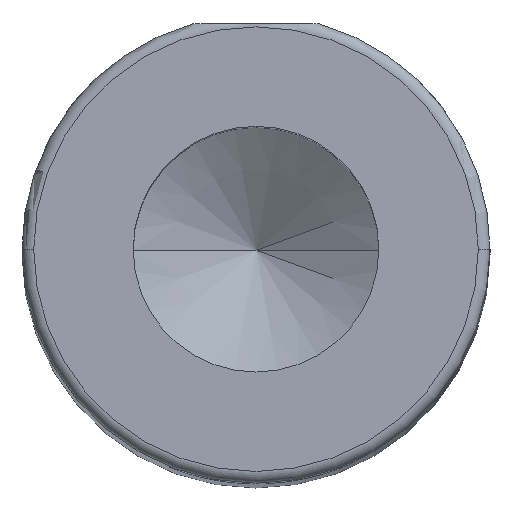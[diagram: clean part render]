
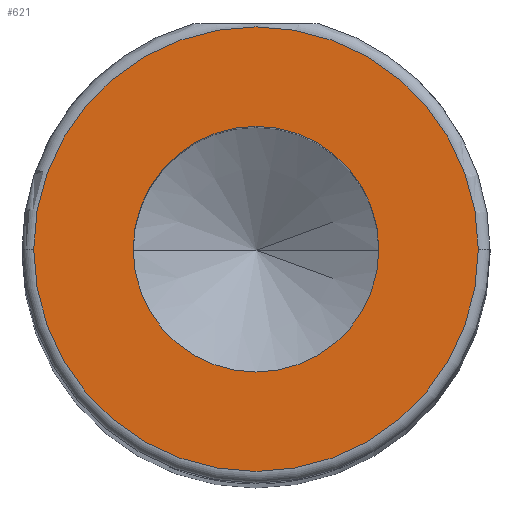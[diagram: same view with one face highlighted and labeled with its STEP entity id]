
A CAD part, top view. The second image highlights one B-rep face of the part: STEP entity #621.
In plain terms, the highlighted planar face has unit normal (0, 0, 1).
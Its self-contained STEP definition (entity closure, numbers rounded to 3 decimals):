
#11 = CARTESIAN_POINT ( 'NONE',  ( 3.8, 0., 25. ) ) ;
#12 = CARTESIAN_POINT ( 'NONE',  ( 0., 0., 25. ) ) ;
#40 = EDGE_CURVE ( 'NONE', #1148, #1162, #290, .T. ) ;
#73 = DIRECTION ( 'NONE',  ( 1., 0., 0. ) ) ;
#104 = CARTESIAN_POINT ( 'NONE',  ( 2.1, 0., 25. ) ) ;
#125 = DIRECTION ( 'NONE',  ( 1., 0., 0. ) ) ;
#164 = EDGE_CURVE ( 'NONE', #1234, #1173, #1186, .T. ) ;
#173 = DIRECTION ( 'NONE',  ( 0., 0., 1. ) ) ;
#290 = CIRCLE ( 'NONE', #532, 2.1 ) ;
#371 = AXIS2_PLACEMENT_3D ( 'NONE', #12, #719, #125 ) ;
#446 = DIRECTION ( 'NONE',  ( 0., 0., 1. ) ) ;
#454 = AXIS2_PLACEMENT_3D ( 'NONE', #1229, #446, #1140 ) ;
#480 = ORIENTED_EDGE ( 'NONE', *, *, #716, .F. ) ;
#506 = CARTESIAN_POINT ( 'NONE',  ( 0., 0., 25. ) ) ;
#532 = AXIS2_PLACEMENT_3D ( 'NONE', #506, #1189, #602 ) ;
#602 = DIRECTION ( 'NONE',  ( 1., 0., 0. ) ) ;
#611 = EDGE_LOOP ( 'NONE', ( #480, #1267 ) ) ;
#621 = ADVANCED_FACE ( 'NONE', ( #1048, #825 ), #1039, .T. ) ;
#672 = DIRECTION ( 'NONE',  ( 0., 0., 1. ) ) ;
#716 = EDGE_CURVE ( 'NONE', #1162, #1148, #729, .T. ) ;
#719 = DIRECTION ( 'NONE',  ( 0., 0., 1. ) ) ;
#723 = AXIS2_PLACEMENT_3D ( 'NONE', #770, #173, #865 ) ;
#729 = CIRCLE ( 'NONE', #723, 2.1 ) ;
#740 = EDGE_CURVE ( 'NONE', #1173, #1234, #864, .T. ) ;
#770 = CARTESIAN_POINT ( 'NONE',  ( 0., 0., 25. ) ) ;
#825 = FACE_OUTER_BOUND ( 'NONE', #1252, .T. ) ;
#864 = CIRCLE ( 'NONE', #1127, 3.8 ) ;
#865 = DIRECTION ( 'NONE',  ( 1., 0., 0. ) ) ;
#904 = CARTESIAN_POINT ( 'NONE',  ( -3.8, 0., 25. ) ) ;
#996 = CARTESIAN_POINT ( 'NONE',  ( -2.1, 0., 25. ) ) ;
#1039 = PLANE ( 'NONE',  #454 ) ;
#1048 = FACE_BOUND ( 'NONE', #611, .T. ) ;
#1096 = ORIENTED_EDGE ( 'NONE', *, *, #740, .T. ) ;
#1105 = ORIENTED_EDGE ( 'NONE', *, *, #164, .T. ) ;
#1127 = AXIS2_PLACEMENT_3D ( 'NONE', #1261, #672, #73 ) ;
#1140 = DIRECTION ( 'NONE',  ( 1., 0., 0. ) ) ;
#1148 = VERTEX_POINT ( 'NONE', #996 ) ;
#1162 = VERTEX_POINT ( 'NONE', #104 ) ;
#1173 = VERTEX_POINT ( 'NONE', #904 ) ;
#1186 = CIRCLE ( 'NONE', #371, 3.8 ) ;
#1189 = DIRECTION ( 'NONE',  ( 0., 0., 1. ) ) ;
#1229 = CARTESIAN_POINT ( 'NONE',  ( 0., 0., 25. ) ) ;
#1234 = VERTEX_POINT ( 'NONE', #11 ) ;
#1252 = EDGE_LOOP ( 'NONE', ( #1105, #1096 ) ) ;
#1261 = CARTESIAN_POINT ( 'NONE',  ( 0., 0., 25. ) ) ;
#1267 = ORIENTED_EDGE ( 'NONE', *, *, #40, .F. ) ;
